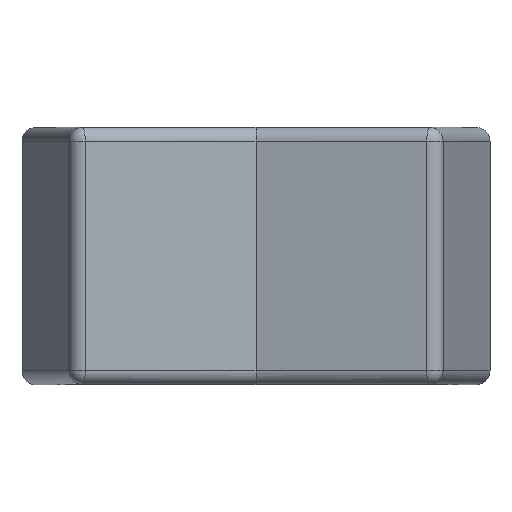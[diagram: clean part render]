
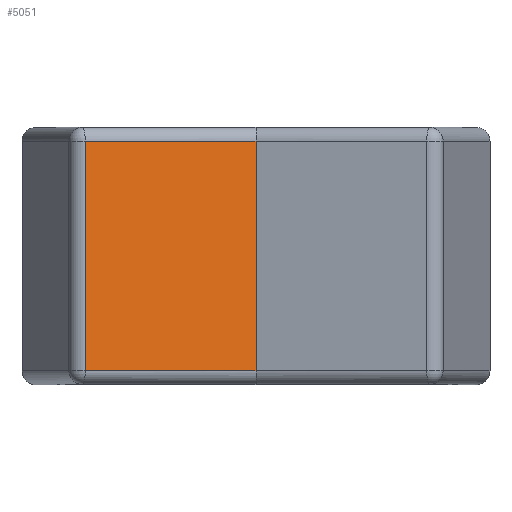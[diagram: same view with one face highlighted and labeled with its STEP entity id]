
A CAD part, top view. The second image highlights one B-rep face of the part: STEP entity #5051.
In plain terms, the highlighted planar face has unit normal (0.208, 0, 0.978).
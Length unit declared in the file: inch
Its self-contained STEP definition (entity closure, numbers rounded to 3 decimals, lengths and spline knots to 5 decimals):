
#102=PLANE('',#5486);
#466=LINE('',#7916,#1020);
#471=LINE('',#7935,#1025);
#472=LINE('',#7939,#1026);
#473=LINE('',#7940,#1027);
#1020=VECTOR('',#6391,0.3937);
#1025=VECTOR('',#6416,0.3937);
#1026=VECTOR('',#6421,0.3937);
#1027=VECTOR('',#6422,0.3937);
#1619=FACE_OUTER_BOUND('',#1936,.T.);
#1936=EDGE_LOOP('',(#4038,#4039,#4040,#4041));
#2460=VERTEX_POINT('',#7912);
#2461=VERTEX_POINT('',#7914);
#2465=VERTEX_POINT('',#7934);
#2466=VERTEX_POINT('',#7938);
#3017=EDGE_CURVE('',#2461,#2460,#466,.T.);
#3026=EDGE_CURVE('',#2460,#2465,#471,.T.);
#3028=EDGE_CURVE('',#2461,#2466,#472,.T.);
#3029=EDGE_CURVE('',#2465,#2466,#473,.T.);
#4038=ORIENTED_EDGE('',*,*,#3017,.F.);
#4039=ORIENTED_EDGE('',*,*,#3028,.T.);
#4040=ORIENTED_EDGE('',*,*,#3029,.F.);
#4041=ORIENTED_EDGE('',*,*,#3026,.F.);
#5051=ADVANCED_FACE('',(#1619),#102,.T.);
#5486=AXIS2_PLACEMENT_3D('',#7937,#6419,#6420);
#6391=DIRECTION('',(-0.978,0.,0.208));
#6416=DIRECTION('',(0.,1.,0.));
#6419=DIRECTION('center_axis',(0.208,0.,0.978));
#6420=DIRECTION('ref_axis',(0.,1.,0.));
#6421=DIRECTION('',(0.,1.,0.));
#6422=DIRECTION('',(0.978,0.,-0.208));
#7912=CARTESIAN_POINT('',(-0.2423,-0.1628,0.80942));
#7914=CARTESIAN_POINT('',(0.,-0.1628,0.75791));
#7916=CARTESIAN_POINT('',(0.01323,-0.1628,0.7551));
#7934=CARTESIAN_POINT('',(-0.2423,0.1628,0.80942));
#7935=CARTESIAN_POINT('',(-0.2423,-0.18248,0.80942));
#7937=CARTESIAN_POINT('Origin',(0.,-0.18248,
0.75791));
#7938=CARTESIAN_POINT('',(0.,0.1628,0.75791));
#7939=CARTESIAN_POINT('',(0.,-0.18248,0.75791));
#7940=CARTESIAN_POINT('',(0.01323,0.1628,0.7551));
